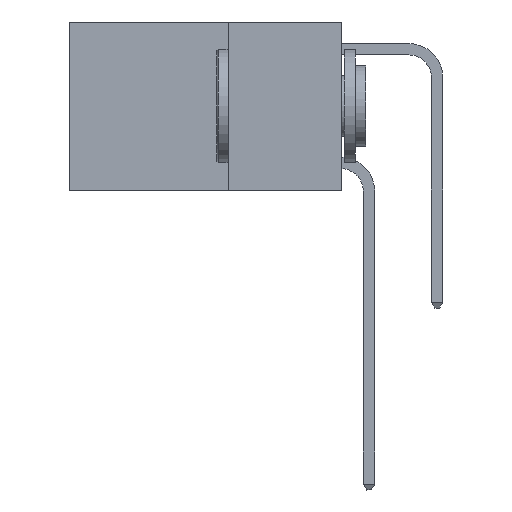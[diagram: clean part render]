
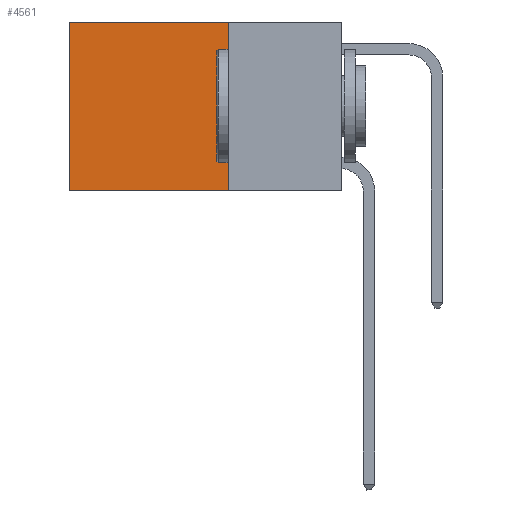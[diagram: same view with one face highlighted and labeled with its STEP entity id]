
A CAD part, left-side view. The second image highlights one B-rep face of the part: STEP entity #4561.
In plain terms, the highlighted planar face has unit normal (-1, 0, 0).
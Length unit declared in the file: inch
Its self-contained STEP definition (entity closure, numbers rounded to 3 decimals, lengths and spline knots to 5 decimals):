
#608 = DIRECTION ( 'NONE',  ( 0., 0., -1. ) ) ;
#749 = CARTESIAN_POINT ( 'NONE',  ( 0.2625, 0.6, 0. ) ) ;
#899 = ORIENTED_EDGE ( 'NONE', *, *, #14813, .F. ) ;
#920 = FACE_OUTER_BOUND ( 'NONE', #6119, .T. ) ;
#1639 = CARTESIAN_POINT ( 'NONE',  ( 0.2625, 0.25, -0.37 ) ) ;
#1852 = ORIENTED_EDGE ( 'NONE', *, *, #16357, .F. ) ;
#3453 = LINE ( 'NONE', #18375, #12731 ) ;
#3881 = VECTOR ( 'NONE', #14093, 39.37008 ) ;
#3946 = PLANE ( 'NONE',  #16453 ) ;
#4461 = LINE ( 'NONE', #19296, #9136 ) ;
#4561 = ADVANCED_FACE ( 'NONE', ( #920 ), #3946, .F. ) ;
#6001 = DIRECTION ( 'NONE',  ( 0., 1., 0. ) ) ;
#6119 = EDGE_LOOP ( 'NONE', ( #17133, #899, #1852, #13024 ) ) ;
#6363 = EDGE_CURVE ( 'NONE', #14604, #7520, #3453, .T. ) ;
#6414 = CARTESIAN_POINT ( 'NONE',  ( 0.2625, 0.6, -0.37 ) ) ;
#7207 = DIRECTION ( 'NONE',  ( 0., 1., 0. ) ) ;
#7520 = VERTEX_POINT ( 'NONE', #6414 ) ;
#8458 = DIRECTION ( 'NONE',  ( 0., 0., -1. ) ) ;
#9136 = VECTOR ( 'NONE', #7207, 39.37008 ) ;
#9325 = EDGE_CURVE ( 'NONE', #13288, #14604, #15401, .T. ) ;
#9577 = CARTESIAN_POINT ( 'NONE',  ( 0.2625, 0.25, 0. ) ) ;
#9740 = DIRECTION ( 'NONE',  ( 1., 0., 0. ) ) ;
#11203 = CARTESIAN_POINT ( 'NONE',  ( 0.2625, 0.25, 0. ) ) ;
#12731 = VECTOR ( 'NONE', #608, 39.37008 ) ;
#13024 = ORIENTED_EDGE ( 'NONE', *, *, #9325, .T. ) ;
#13256 = VERTEX_POINT ( 'NONE', #1639 ) ;
#13288 = VERTEX_POINT ( 'NONE', #9577 ) ;
#13915 = CARTESIAN_POINT ( 'NONE',  ( 0.2625, 0.25, 0. ) ) ;
#14093 = DIRECTION ( 'NONE',  ( 0., 0., -1. ) ) ;
#14604 = VERTEX_POINT ( 'NONE', #749 ) ;
#14813 = EDGE_CURVE ( 'NONE', #13256, #7520, #4461, .T. ) ;
#15401 = LINE ( 'NONE', #13915, #18749 ) ;
#16357 = EDGE_CURVE ( 'NONE', #13288, #13256, #17139, .T. ) ;
#16453 = AXIS2_PLACEMENT_3D ( 'NONE', #11203, #9740, #8458 ) ;
#17133 = ORIENTED_EDGE ( 'NONE', *, *, #6363, .T. ) ;
#17139 = LINE ( 'NONE', #17521, #3881 ) ;
#17521 = CARTESIAN_POINT ( 'NONE',  ( 0.2625, 0.25, 0. ) ) ;
#18375 = CARTESIAN_POINT ( 'NONE',  ( 0.2625, 0.6, 0. ) ) ;
#18749 = VECTOR ( 'NONE', #6001, 39.37008 ) ;
#19296 = CARTESIAN_POINT ( 'NONE',  ( 0.2625, 0.25, -0.37 ) ) ;
